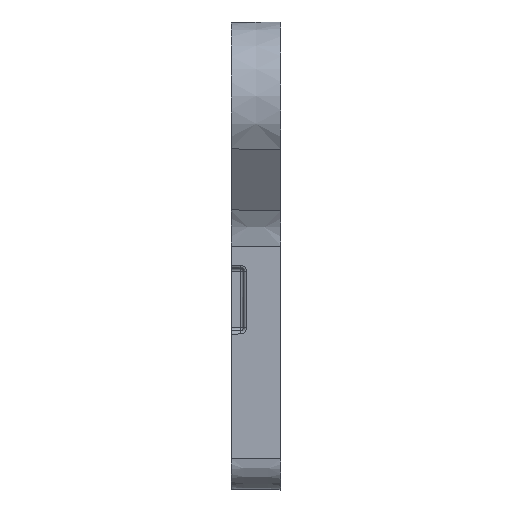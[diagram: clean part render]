
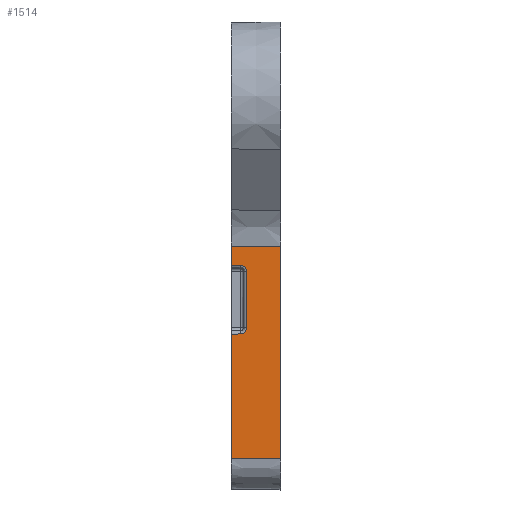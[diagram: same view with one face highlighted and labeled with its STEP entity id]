
A CAD part, left-side view. The second image highlights one B-rep face of the part: STEP entity #1514.
In plain terms, the highlighted planar face has unit normal (-1, 0.018, 0).
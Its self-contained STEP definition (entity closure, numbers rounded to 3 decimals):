
#854 = VERTEX_POINT ( 'NONE', #8364 ) ;
#877 = EDGE_CURVE ( 'NONE', #854, #899, #8404, .T. ) ;
#881 = EDGE_CURVE ( 'NONE', #884, #948, #8393, .T. ) ;
#884 = VERTEX_POINT ( 'NONE', #8391 ) ;
#887 = VERTEX_POINT ( 'NONE', #8430 ) ;
#896 = EDGE_CURVE ( 'NONE', #899, #887, #8416, .T. ) ;
#899 = VERTEX_POINT ( 'NONE', #8411 ) ;
#903 = VERTEX_POINT ( 'NONE', #8456 ) ;
#930 = EDGE_CURVE ( 'NONE', #948, #903, #8584, .T. ) ;
#947 = EDGE_CURVE ( 'NONE', #887, #884, #8624, .T. ) ;
#948 = VERTEX_POINT ( 'NONE', #8616 ) ;
#1371 = VERTEX_POINT ( 'NONE', #9275 ) ;
#1417 = EDGE_CURVE ( 'NONE', #1540, #1464, #9335, .T. ) ;
#1463 = EDGE_CURVE ( 'NONE', #1464, #1371, #9396, .T. ) ;
#1464 = VERTEX_POINT ( 'NONE', #9453 ) ;
#1486 = EDGE_CURVE ( 'NONE', #1371, #1503, #9481, .T. ) ;
#1487 = ORIENTED_EDGE ( 'NONE', *, *, #1486, .T. ) ;
#1499 = EDGE_LOOP ( 'NONE', ( #1487, #1517, #1510, #1511, #1512, #1513, #1519, #1516, #1509, #1520 ) ) ;
#1502 = EDGE_CURVE ( 'NONE', #854, #1503, #9511, .T. ) ;
#1503 = VERTEX_POINT ( 'NONE', #9507 ) ;
#1508 = EDGE_CURVE ( 'NONE', #1540, #903, #9506, .T. ) ;
#1509 = ORIENTED_EDGE ( 'NONE', *, *, #1417, .T. ) ;
#1510 = ORIENTED_EDGE ( 'NONE', *, *, #877, .T. ) ;
#1511 = ORIENTED_EDGE ( 'NONE', *, *, #896, .T. ) ;
#1512 = ORIENTED_EDGE ( 'NONE', *, *, #947, .T. ) ;
#1513 = ORIENTED_EDGE ( 'NONE', *, *, #881, .T. ) ;
#1514 = ADVANCED_FACE ( 'NONE', ( #9502 ), #9501, .T. ) ;
#1516 = ORIENTED_EDGE ( 'NONE', *, *, #1508, .F. ) ;
#1517 = ORIENTED_EDGE ( 'NONE', *, *, #1502, .F. ) ;
#1519 = ORIENTED_EDGE ( 'NONE', *, *, #930, .T. ) ;
#1520 = ORIENTED_EDGE ( 'NONE', *, *, #1463, .T. ) ;
#1540 = VERTEX_POINT ( 'NONE', #9540 ) ;
#8364 = CARTESIAN_POINT ( 'NONE',  ( -113.36, 0., -10.965 ) ) ;
#8382 = CARTESIAN_POINT ( 'NONE',  ( -113.398, -2.159, -21.756 ) ) ;
#8383 = CARTESIAN_POINT ( 'NONE',  ( -113.4, -2.295, -21.617 ) ) ;
#8384 = CARTESIAN_POINT ( 'NONE',  ( -113.402, -2.366, -21.509 ) ) ;
#8385 = CARTESIAN_POINT ( 'NONE',  ( -113.403, -2.442, -21.326 ) ) ;
#8386 = CARTESIAN_POINT ( 'NONE',  ( -113.403, -2.46, -21.266 ) ) ;
#8387 = CARTESIAN_POINT ( 'NONE',  ( -113.404, -2.485, -21.14 ) ) ;
#8388 = CARTESIAN_POINT ( 'NONE',  ( -113.404, -2.491, -21.075 ) ) ;
#8389 = CARTESIAN_POINT ( 'NONE',  ( -113.404, -2.491, -21.009 ) ) ;
#8391 = CARTESIAN_POINT ( 'NONE',  ( -113.404, -2.491, -21.009 ) ) ;
#8393 = B_SPLINE_CURVE_WITH_KNOTS ( 'NONE', 3,
 ( #8389, #8388, #8387, #8386, #8385, #8384, #8383, #8382, #8441, #8440, #8439, #8438, #8437, #8436 ),
 .UNSPECIFIED., .F., .F.,
 ( 4, 2, 2, 2, 2, 2, 4 ),
 ( 0., 0.125, 0.25, 0.5, 0.625, 0.75, 1. ),
 .UNSPECIFIED. ) ;
#8401 = DIRECTION ( 'NONE',  ( -0.017, -1., -0.017 ) ) ;
#8402 = VECTOR ( 'NONE', #8401, 1000. ) ;
#8403 = CARTESIAN_POINT ( 'NONE',  ( -113.36, 0., -10.965 ) ) ;
#8404 = LINE ( 'NONE', #8403, #8402 ) ;
#8410 = CARTESIAN_POINT ( 'NONE',  ( -113.387, -1.509, -10.992 ) ) ;
#8411 = CARTESIAN_POINT ( 'NONE',  ( -113.387, -1.509, -10.992 ) ) ;
#8416 = B_SPLINE_CURVE_WITH_KNOTS ( 'NONE', 3,
 ( #8410, #8473, #8472, #8471, #8470, #8469, #8468, #8467, #8466, #8465, #8464, #8463, #8462, #8461 ),
 .UNSPECIFIED., .F., .F.,
 ( 4, 2, 2, 2, 2, 2, 4 ),
 ( 0., 0.125, 0.25, 0.5, 0.625, 0.75, 1. ),
 .UNSPECIFIED. ) ;
#8430 = CARTESIAN_POINT ( 'NONE',  ( -113.404, -2.491, -11.991 ) ) ;
#8436 = CARTESIAN_POINT ( 'NONE',  ( -113.387, -1.509, -22.008 ) ) ;
#8437 = CARTESIAN_POINT ( 'NONE',  ( -113.389, -1.642, -22.006 ) ) ;
#8438 = CARTESIAN_POINT ( 'NONE',  ( -113.391, -1.767, -21.979 ) ) ;
#8439 = CARTESIAN_POINT ( 'NONE',  ( -113.394, -1.945, -21.902 ) ) ;
#8440 = CARTESIAN_POINT ( 'NONE',  ( -113.395, -2.004, -21.87 ) ) ;
#8441 = CARTESIAN_POINT ( 'NONE',  ( -113.397, -2.11, -21.797 ) ) ;
#8456 = CARTESIAN_POINT ( 'NONE',  ( -113.36, 0., -22.035 ) ) ;
#8461 = CARTESIAN_POINT ( 'NONE',  ( -113.404, -2.491, -11.991 ) ) ;
#8462 = CARTESIAN_POINT ( 'NONE',  ( -113.404, -2.491, -11.858 ) ) ;
#8463 = CARTESIAN_POINT ( 'NONE',  ( -113.403, -2.466, -11.732 ) ) ;
#8464 = CARTESIAN_POINT ( 'NONE',  ( -113.402, -2.392, -11.553 ) ) ;
#8465 = CARTESIAN_POINT ( 'NONE',  ( -113.402, -2.361, -11.494 ) ) ;
#8466 = CARTESIAN_POINT ( 'NONE',  ( -113.4, -2.29, -11.387 ) ) ;
#8467 = CARTESIAN_POINT ( 'NONE',  ( -113.4, -2.25, -11.337 ) ) ;
#8468 = CARTESIAN_POINT ( 'NONE',  ( -113.397, -2.114, -11.198 ) ) ;
#8469 = CARTESIAN_POINT ( 'NONE',  ( -113.395, -2.007, -11.125 ) ) ;
#8470 = CARTESIAN_POINT ( 'NONE',  ( -113.392, -1.826, -11.046 ) ) ;
#8471 = CARTESIAN_POINT ( 'NONE',  ( -113.391, -1.766, -11.027 ) ) ;
#8472 = CARTESIAN_POINT ( 'NONE',  ( -113.389, -1.64, -11. ) ) ;
#8473 = CARTESIAN_POINT ( 'NONE',  ( -113.388, -1.575, -10.993 ) ) ;
#8581 = DIRECTION ( 'NONE',  ( 0.017, 1., -0.017 ) ) ;
#8582 = VECTOR ( 'NONE', #8581, 1000. ) ;
#8583 = CARTESIAN_POINT ( 'NONE',  ( -113.387, -1.509, -22.008 ) ) ;
#8584 = LINE ( 'NONE', #8583, #8582 ) ;
#8616 = CARTESIAN_POINT ( 'NONE',  ( -113.387, -1.509, -22.008 ) ) ;
#8617 = DIRECTION ( 'NONE',  ( 0., 0., -1. ) ) ;
#8618 = VECTOR ( 'NONE', #8617, 1000. ) ;
#8619 = CARTESIAN_POINT ( 'NONE',  ( -113.404, -2.491, -45.122 ) ) ;
#8624 = LINE ( 'NONE', #8619, #8618 ) ;
#9275 = CARTESIAN_POINT ( 'NONE',  ( -113.5, -8., -7.962 ) ) ;
#9332 = DIRECTION ( 'NONE',  ( -0.017, -1., 0. ) ) ;
#9333 = VECTOR ( 'NONE', #9332, 1000. ) ;
#9334 = CARTESIAN_POINT ( 'NONE',  ( -113.5, -8., -42. ) ) ;
#9335 = LINE ( 'NONE', #9334, #9333 ) ;
#9393 = DIRECTION ( 'NONE',  ( 0., 0., 1. ) ) ;
#9394 = VECTOR ( 'NONE', #9393, 1000. ) ;
#9395 = CARTESIAN_POINT ( 'NONE',  ( -113.5, -8., -45.122 ) ) ;
#9396 = LINE ( 'NONE', #9395, #9394 ) ;
#9453 = CARTESIAN_POINT ( 'NONE',  ( -113.5, -8., -42. ) ) ;
#9478 = DIRECTION ( 'NONE',  ( 0.017, 1., 0. ) ) ;
#9479 = VECTOR ( 'NONE', #9478, 1000. ) ;
#9480 = CARTESIAN_POINT ( 'NONE',  ( -113.43, -4., -7.962 ) ) ;
#9481 = LINE ( 'NONE', #9480, #9479 ) ;
#9496 = DIRECTION ( 'NONE',  ( -0.017, -1., 0. ) ) ;
#9497 = DIRECTION ( 'NONE',  ( -1., 0.017, 0. ) ) ;
#9498 = AXIS2_PLACEMENT_3D ( 'NONE', #9500, #9497, #9496 ) ;
#9500 = CARTESIAN_POINT ( 'NONE',  ( -113.5, -8., -45.122 ) ) ;
#9501 = PLANE ( 'NONE',  #9498 ) ;
#9502 = FACE_OUTER_BOUND ( 'NONE', #1499, .T. ) ;
#9503 = DIRECTION ( 'NONE',  ( 0., 0., 1. ) ) ;
#9504 = VECTOR ( 'NONE', #9503, 1000. ) ;
#9505 = CARTESIAN_POINT ( 'NONE',  ( -113.36, 0., 0. ) ) ;
#9506 = LINE ( 'NONE', #9505, #9504 ) ;
#9507 = CARTESIAN_POINT ( 'NONE',  ( -113.36, 0., -7.962 ) ) ;
#9508 = DIRECTION ( 'NONE',  ( 0., 0., 1. ) ) ;
#9509 = VECTOR ( 'NONE', #9508, 1000. ) ;
#9510 = CARTESIAN_POINT ( 'NONE',  ( -113.36, 0., 0. ) ) ;
#9511 = LINE ( 'NONE', #9510, #9509 ) ;
#9540 = CARTESIAN_POINT ( 'NONE',  ( -113.36, 0., -42. ) ) ;
